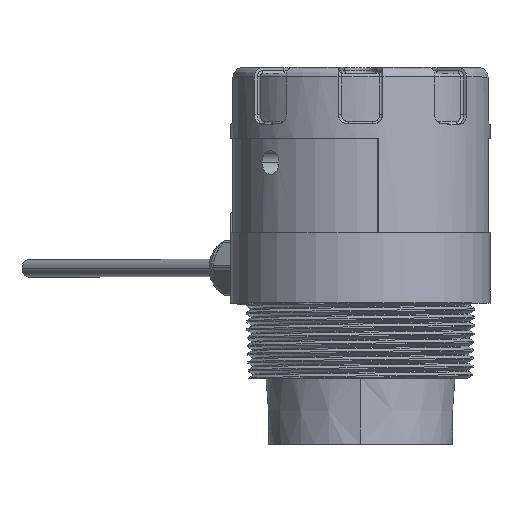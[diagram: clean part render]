
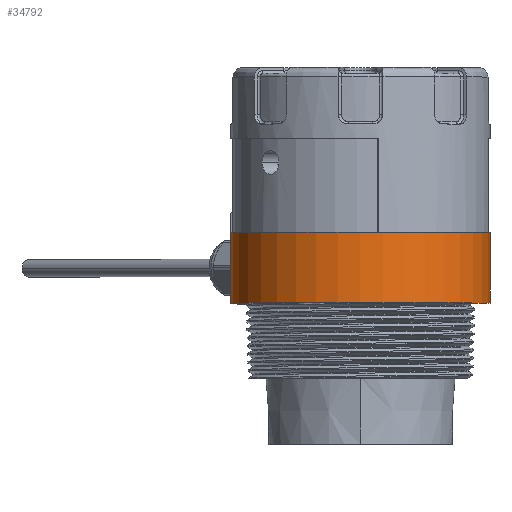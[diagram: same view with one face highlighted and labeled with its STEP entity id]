
A CAD part, top view. The second image highlights one B-rep face of the part: STEP entity #34792.
In plain terms, the highlighted cylindrical face has radius 34.925 mm (diameter 69.85 mm), a partial arc.
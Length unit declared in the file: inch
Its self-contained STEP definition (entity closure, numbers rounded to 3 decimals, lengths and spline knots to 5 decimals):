
#146 = EDGE_CURVE ( 'NONE', #35115, #20591, #11520, .T. ) ;
#1628 = CARTESIAN_POINT ( 'NONE',  ( 0., 0.422, 0. ) ) ;
#3982 = EDGE_CURVE ( 'NONE', #20591, #26983, #36666, .T. ) ;
#4879 = CARTESIAN_POINT ( 'NONE',  ( -1.375, 0.422, 0. ) ) ;
#5136 = EDGE_CURVE ( 'NONE', #29964, #35115, #24693, .T. ) ;
#5330 = VECTOR ( 'NONE', #13377, 39.37008 ) ;
#6623 = ORIENTED_EDGE ( 'NONE', *, *, #34324, .T. ) ;
#10761 = EDGE_LOOP ( 'NONE', ( #30954, #16940, #27741, #6623 ) ) ;
#11520 = LINE ( 'NONE', #25495, #5330 ) ;
#12355 = CYLINDRICAL_SURFACE ( 'NONE', #18110, 1.375 ) ;
#13014 = DIRECTION ( 'NONE',  ( 0., -1., 0. ) ) ;
#13377 = DIRECTION ( 'NONE',  ( 0., 1., 0. ) ) ;
#16350 = CARTESIAN_POINT ( 'NONE',  ( -1.375, 1.172, 0. ) ) ;
#16940 = ORIENTED_EDGE ( 'NONE', *, *, #146, .T. ) ;
#17323 = AXIS2_PLACEMENT_3D ( 'NONE', #1628, #23478, #29435 ) ;
#17747 = CARTESIAN_POINT ( 'NONE',  ( 0., 1.172, -1.375 ) ) ;
#18110 = AXIS2_PLACEMENT_3D ( 'NONE', #21548, #24847, #22083 ) ;
#20591 = VERTEX_POINT ( 'NONE', #17747 ) ;
#21548 = CARTESIAN_POINT ( 'NONE',  ( 0., 1.172, 0. ) ) ;
#22083 = DIRECTION ( 'NONE',  ( 0., 0., -1. ) ) ;
#22166 = DIRECTION ( 'NONE',  ( 0., 0., -1. ) ) ;
#22415 = AXIS2_PLACEMENT_3D ( 'NONE', #37423, #37025, #22166 ) ;
#23478 = DIRECTION ( 'NONE',  ( 0., 1., 0. ) ) ;
#24693 = CIRCLE ( 'NONE', #17323, 1.375 ) ;
#24847 = DIRECTION ( 'NONE',  ( 0., -1., 0. ) ) ;
#25495 = CARTESIAN_POINT ( 'NONE',  ( 0., 1.172, -1.375 ) ) ;
#26983 = VERTEX_POINT ( 'NONE', #27354 ) ;
#27156 = LINE ( 'NONE', #16350, #32840 ) ;
#27354 = CARTESIAN_POINT ( 'NONE',  ( -1.375, 1.172, 0. ) ) ;
#27741 = ORIENTED_EDGE ( 'NONE', *, *, #3982, .T. ) ;
#29435 = DIRECTION ( 'NONE',  ( 0., 0., -1. ) ) ;
#29964 = VERTEX_POINT ( 'NONE', #4879 ) ;
#30954 = ORIENTED_EDGE ( 'NONE', *, *, #5136, .T. ) ;
#31848 = FACE_OUTER_BOUND ( 'NONE', #10761, .T. ) ;
#32840 = VECTOR ( 'NONE', #13014, 39.37008 ) ;
#34324 = EDGE_CURVE ( 'NONE', #26983, #29964, #27156, .T. ) ;
#34792 = ADVANCED_FACE ( 'NONE', ( #31848 ), #12355, .T. ) ;
#35115 = VERTEX_POINT ( 'NONE', #38132 ) ;
#36666 = CIRCLE ( 'NONE', #22415, 1.375 ) ;
#37025 = DIRECTION ( 'NONE',  ( 0., -1., 0. ) ) ;
#37423 = CARTESIAN_POINT ( 'NONE',  ( 0., 1.172, 0. ) ) ;
#38132 = CARTESIAN_POINT ( 'NONE',  ( 0., 0.422, -1.375 ) ) ;
